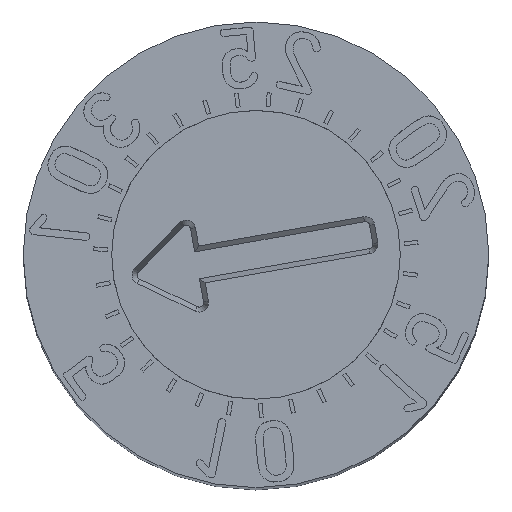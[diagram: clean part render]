
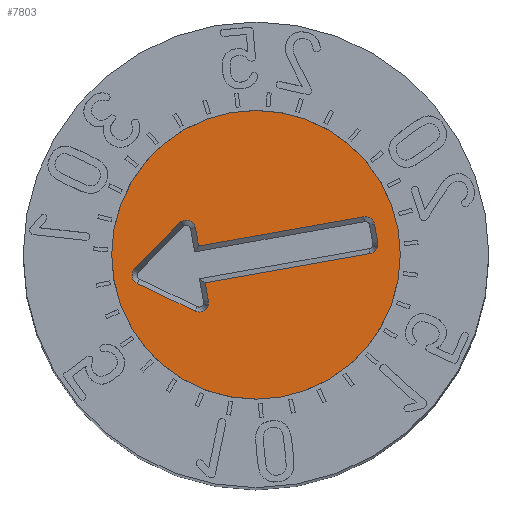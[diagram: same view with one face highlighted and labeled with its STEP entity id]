
A CAD part, top view. The second image highlights one B-rep face of the part: STEP entity #7803.
In plain terms, the highlighted planar face has unit normal (0, 0, 1).
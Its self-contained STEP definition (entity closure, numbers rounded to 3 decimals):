
#77=CIRCLE('',#8142,0.1);
#79=CIRCLE('',#8146,0.1);
#81=CIRCLE('',#8150,0.1);
#83=CIRCLE('',#8155,0.1);
#85=CIRCLE('',#8159,0.1);
#94=CIRCLE('',#8176,1.55);
#151=FACE_BOUND('',#1591,.T.);
#1110=FACE_OUTER_BOUND('',#1590,.T.);
#1590=EDGE_LOOP('',(#7119));
#1591=EDGE_LOOP('',(#7120,#7121,#7122,#7123,#7124,#7125,#7126,#7127,#7128,
#7129,#7130,#7131));
#2288=LINE('',#14114,#3010);
#2291=LINE('',#14120,#3013);
#2295=LINE('',#14132,#3017);
#2299=LINE('',#14144,#3021);
#2303=LINE('',#14156,#3025);
#2306=LINE('',#14162,#3028);
#2310=LINE('',#14174,#3032);
#3010=VECTOR('',#9380,10.);
#3013=VECTOR('',#9385,10.);
#3017=VECTOR('',#9397,10.);
#3021=VECTOR('',#9409,10.);
#3025=VECTOR('',#9421,10.);
#3028=VECTOR('',#9426,10.);
#3032=VECTOR('',#9438,10.);
#3751=VERTEX_POINT('',#14111);
#3752=VERTEX_POINT('',#14113);
#3754=VERTEX_POINT('',#14119);
#3756=VERTEX_POINT('',#14125);
#3758=VERTEX_POINT('',#14131);
#3760=VERTEX_POINT('',#14137);
#3762=VERTEX_POINT('',#14143);
#3764=VERTEX_POINT('',#14149);
#3766=VERTEX_POINT('',#14155);
#3768=VERTEX_POINT('',#14161);
#3770=VERTEX_POINT('',#14167);
#3772=VERTEX_POINT('',#14173);
#3780=VERTEX_POINT('',#14205);
#4852=EDGE_CURVE('',#3752,#3751,#2288,.T.);
#4855=EDGE_CURVE('',#3754,#3752,#2291,.T.);
#4858=EDGE_CURVE('',#3756,#3754,#77,.T.);
#4861=EDGE_CURVE('',#3758,#3756,#2295,.T.);
#4864=EDGE_CURVE('',#3760,#3758,#79,.T.);
#4867=EDGE_CURVE('',#3762,#3760,#2299,.T.);
#4870=EDGE_CURVE('',#3764,#3762,#81,.T.);
#4873=EDGE_CURVE('',#3766,#3764,#2303,.T.);
#4876=EDGE_CURVE('',#3768,#3766,#2306,.T.);
#4879=EDGE_CURVE('',#3770,#3768,#83,.T.);
#4882=EDGE_CURVE('',#3772,#3770,#2310,.T.);
#4885=EDGE_CURVE('',#3751,#3772,#85,.T.);
#4897=EDGE_CURVE('',#3780,#3780,#94,.T.);
#7119=ORIENTED_EDGE('',*,*,#4897,.F.);
#7120=ORIENTED_EDGE('',*,*,#4852,.T.);
#7121=ORIENTED_EDGE('',*,*,#4885,.T.);
#7122=ORIENTED_EDGE('',*,*,#4882,.T.);
#7123=ORIENTED_EDGE('',*,*,#4879,.T.);
#7124=ORIENTED_EDGE('',*,*,#4876,.T.);
#7125=ORIENTED_EDGE('',*,*,#4873,.T.);
#7126=ORIENTED_EDGE('',*,*,#4870,.T.);
#7127=ORIENTED_EDGE('',*,*,#4867,.T.);
#7128=ORIENTED_EDGE('',*,*,#4864,.T.);
#7129=ORIENTED_EDGE('',*,*,#4861,.T.);
#7130=ORIENTED_EDGE('',*,*,#4858,.T.);
#7131=ORIENTED_EDGE('',*,*,#4855,.T.);
#7376=PLANE('',#8177);
#7803=ADVANCED_FACE('',(#1110,#151),#7376,.F.);
#8142=AXIS2_PLACEMENT_3D('',#14126,#9391,#9392);
#8146=AXIS2_PLACEMENT_3D('',#14138,#9403,#9404);
#8150=AXIS2_PLACEMENT_3D('',#14150,#9415,#9416);
#8155=AXIS2_PLACEMENT_3D('',#14168,#9432,#9433);
#8159=AXIS2_PLACEMENT_3D('',#14178,#9444,#9445);
#8176=AXIS2_PLACEMENT_3D('',#14206,#9481,#9482);
#8177=AXIS2_PLACEMENT_3D('',#14208,#9484,#9485);
#9380=DIRECTION('',(0.,1.,0.));
#9385=DIRECTION('',(1.,0.,0.));
#9391=DIRECTION('center_axis',(0.,0.,-1.));
#9392=DIRECTION('ref_axis',(0.,1.,0.));
#9397=DIRECTION('',(-0.581,0.814,0.));
#9403=DIRECTION('center_axis',(0.,0.,-1.));
#9404=DIRECTION('ref_axis',(-0.814,-0.581,0.));
#9409=DIRECTION('',(-0.581,-0.814,0.));
#9415=DIRECTION('center_axis',(0.,0.,-1.));
#9416=DIRECTION('ref_axis',(0.814,-0.581,0.));
#9421=DIRECTION('',(1.,0.,0.));
#9426=DIRECTION('',(0.,-1.,0.));
#9432=DIRECTION('center_axis',(0.,0.,-1.));
#9433=DIRECTION('ref_axis',(1.,0.,0.));
#9438=DIRECTION('',(1.,0.,0.));
#9444=DIRECTION('center_axis',(0.,0.,-1.));
#9445=DIRECTION('ref_axis',(0.,1.,0.));
#9481=DIRECTION('center_axis',(0.,0.,-1.));
#9482=DIRECTION('ref_axis',(-1.,0.,0.));
#9484=DIRECTION('center_axis',(0.,0.,-1.));
#9485=DIRECTION('ref_axis',(-1.,0.,0.));
#14111=CARTESIAN_POINT('',(-0.2,1.21,2.));
#14113=CARTESIAN_POINT('',(-0.2,-0.59,2.));
#14114=CARTESIAN_POINT('',(-0.2,0.605,2.));
#14119=CARTESIAN_POINT('',(-0.4,-0.59,2.));
#14120=CARTESIAN_POINT('',(-0.1,-0.59,2.));
#14125=CARTESIAN_POINT('',(-0.481,-0.748,2.));
#14126=CARTESIAN_POINT('Origin',(-0.4,-0.69,2.));
#14131=CARTESIAN_POINT('',(-0.081,-1.308,2.));
#14132=CARTESIAN_POINT('',(-0.577,-0.614,2.));
#14137=CARTESIAN_POINT('',(0.081,-1.308,2.));
#14138=CARTESIAN_POINT('Origin',(0.,-1.25,2.));
#14143=CARTESIAN_POINT('',(0.481,-0.748,2.));
#14144=CARTESIAN_POINT('',(0.377,-0.894,2.));
#14149=CARTESIAN_POINT('',(0.4,-0.59,2.));
#14150=CARTESIAN_POINT('Origin',(0.4,-0.69,2.));
#14155=CARTESIAN_POINT('',(0.2,-0.59,2.));
#14156=CARTESIAN_POINT('',(0.2,-0.59,2.));
#14161=CARTESIAN_POINT('',(0.2,1.21,2.));
#14162=CARTESIAN_POINT('',(0.2,-0.295,2.));
#14167=CARTESIAN_POINT('',(0.1,1.31,2.));
#14168=CARTESIAN_POINT('Origin',(0.1,1.21,2.));
#14173=CARTESIAN_POINT('',(-0.1,1.31,2.));
#14174=CARTESIAN_POINT('',(0.05,1.31,2.));
#14178=CARTESIAN_POINT('Origin',(-0.1,1.21,2.));
#14205=CARTESIAN_POINT('',(1.55,0.,2.));
#14206=CARTESIAN_POINT('Origin',(0.,0.,2.));
#14208=CARTESIAN_POINT('Origin',(0.,0.,2.));
